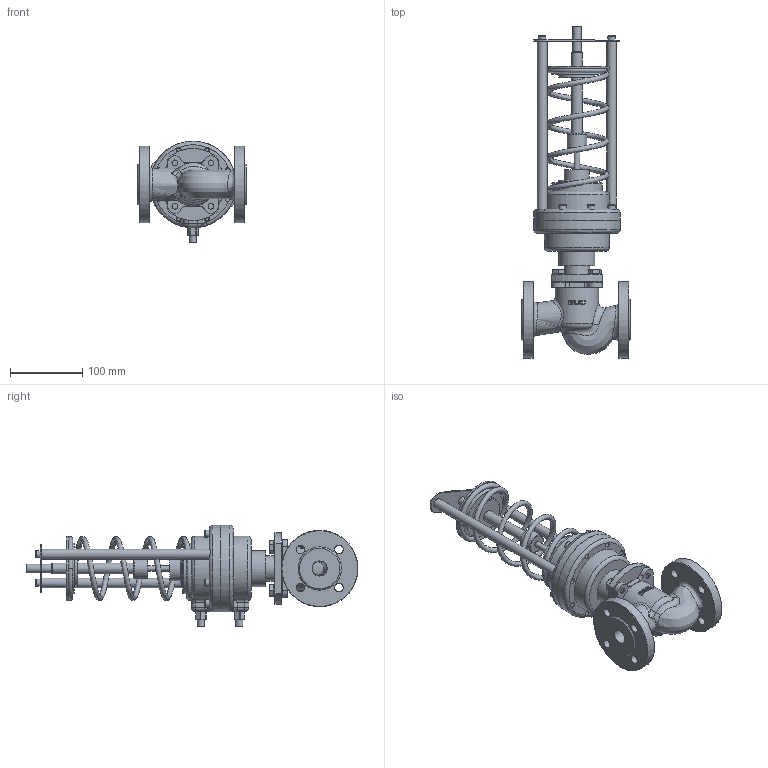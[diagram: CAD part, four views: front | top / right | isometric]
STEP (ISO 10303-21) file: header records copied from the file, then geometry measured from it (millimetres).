
FILE_DESCRIPTION(/* description */ (''),/* implementation_level */ '2;1');
FILE_NAME(/* name */ 'DN20_3D_STEP.stp',/* time_stamp */ '2025-12-17T00:12:36+03:00',/* author */ ('igorr'),/* organization */ (''),/* preprocessor_version */ 'ST-DEVELOPER v20',/* originating_system */ 'Autodesk Inventor 2025',/* authorisation */ '');
FILE_SCHEMA (('AUTOMOTIVE_DESIGN { 1 0 10303 214 3 1 1 }'));
Length unit declared in the file: millimetre
Products named in the file (5): Сборка; Деталь1; Деталь2; AS 1110 - M10 x 16; AS 1420 - 1973 - M6 x 10
Assembly tree (14 placements, depth 2):
  Сборка
    Деталь1
    Деталь2
    AS 1110 - M10 x 16  x4
    AS 1420 - 1973 - M6 x 10  x8
Bounding box: 150 x 460 x 140.75 mm (x, y, z)
Volume: 1635939.5 mm3; surface area: 265111.3 mm2
Topology: 14 solids, 15 shells, 562 faces, 1397 edges, 893 vertices
Faces by surface type: plane 257, cylinder 148, bspline 57, cone 55, torus 37, sphere 8
Full cylindrical faces by diameter (mm): 4.49 x2, 4.902 x1, 6 x8, 7 x17, 8 x5, 9.994 x2, 10 x12, 11 x4, 12 x10, 13.036 x1, 13.497 x1, 15 x2, 16 x4, 20 x2, 27 x1, 34.526 x1, 35 x1, 50 x3, 60 x2, 70 x2, 90 x1, 106 x2, 120 x1
Entity records: 22293 total; most frequent: CARTESIAN_POINT 12464, ORIENTED_EDGE 1970, DIRECTION 1920, EDGE_CURVE 985, AXIS2_PLACEMENT_3D 784, VERTEX_POINT 635, EDGE_LOOP 476, CIRCLE 400
